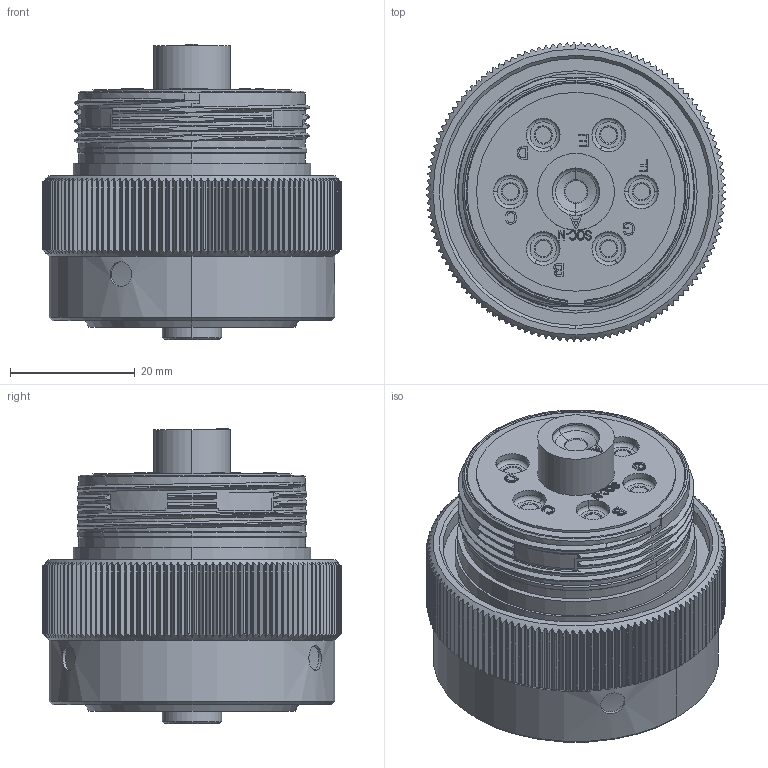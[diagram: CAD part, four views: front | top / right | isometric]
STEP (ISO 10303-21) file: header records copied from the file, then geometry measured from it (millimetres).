
FILE_DESCRIPTION((''),'2;1');
FILE_NAME('C-AHDM06-24-07SN_3D','2018-10-13T',('Administrator'),(''),'PRO/ENGINEER BY PARAMETRIC TECHNOLOGY CORPORATION, 2016360','PRO/ENGINEER BY PARAMETRIC TECHNOLOGY CORPORATION, 2016360','');
FILE_SCHEMA(('CONFIG_CONTROL_DESIGN'));
Length unit declared in the file: millimetre
Products named in the file (1): C-AHDM06-24-07SN_3D
Bounding box: 47.79 x 47.8 x 47.3 mm (x, y, z)
Volume: 48353.1 mm3; surface area: 16137.7 mm2
Topology: 1 solids, 1 shells, 1319 faces, 3791 edges, 2554 vertices
Faces by surface type: plane 657, cylinder 387, extrusion 163, cone 60, torus 30, bspline 22
Entity records: 50311 total; most frequent: CARTESIAN_POINT 18238, ORIENTED_EDGE 7582, DIRECTION 5163, EDGE_CURVE 3791, VERTEX_POINT 2554, VECTOR 1931, LINE 1768, B_SPLINE_CURVE_WITH_KNOTS 1704
